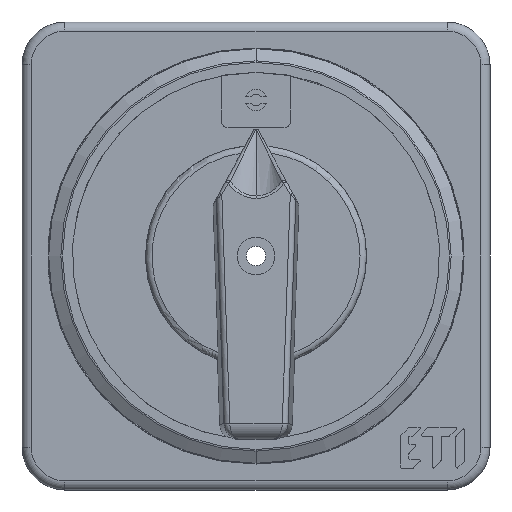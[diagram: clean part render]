
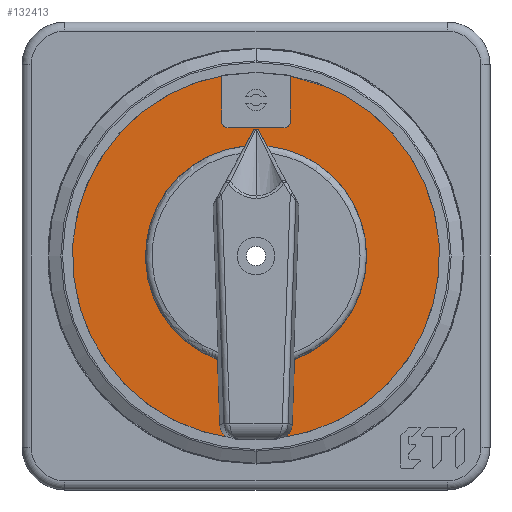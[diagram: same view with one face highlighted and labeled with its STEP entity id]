
A CAD part, front view. The second image highlights one B-rep face of the part: STEP entity #132413.
In plain terms, the highlighted planar face has unit normal (0, -1, 0).
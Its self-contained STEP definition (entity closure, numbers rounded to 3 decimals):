
#127576=CARTESIAN_POINT('',(0.,-14.75,0.));
#127577=DIRECTION('',(0.,1.,0.));
#127578=DIRECTION('',(-0.989,0.,-0.145));
#127579=AXIS2_PLACEMENT_3D('',#127576,#127577,#127578);
#127584=CARTESIAN_POINT('',(0.,-14.75,0.));
#127585=DIRECTION('',(0.,1.,0.));
#127586=DIRECTION('',(-0.989,0.,0.145));
#127587=AXIS2_PLACEMENT_3D('',#127584,#127585,#127586);
#127592=DIRECTION('',(0.,0.,-1.));
#127593=VECTOR('',#127592,6.998);
#127594=CARTESIAN_POINT('',(-5.3,-14.75,27.748));
#127595=LINE('',#127594,#127593);
#127599=CARTESIAN_POINT('',(-4.3,-14.75,20.75));
#127600=DIRECTION('',(0.,-1.,0.));
#127601=DIRECTION('',(-1.,0.,0.));
#127602=AXIS2_PLACEMENT_3D('',#127599,#127600,#127601);
#127607=DIRECTION('',(1.,0.,0.));
#127608=VECTOR('',#127607,8.6);
#127609=CARTESIAN_POINT('',(-4.3,-14.75,19.75));
#127610=LINE('',#127609,#127608);
#127614=CARTESIAN_POINT('',(4.3,-14.75,20.75));
#127615=DIRECTION('',(0.,-1.,0.));
#127616=DIRECTION('',(0.,0.,-1.));
#127617=AXIS2_PLACEMENT_3D('',#127614,#127615,#127616);
#127622=DIRECTION('',(0.,0.,1.));
#127623=VECTOR('',#127622,6.998);
#127624=CARTESIAN_POINT('',(5.3,-14.75,20.75));
#127625=LINE('',#127624,#127623);
#127629=CARTESIAN_POINT('',(0.,-14.75,0.));
#127630=DIRECTION('',(0.,1.,0.));
#127631=DIRECTION('',(0.188,0.,0.982));
#127632=AXIS2_PLACEMENT_3D('',#127629,#127630,#127631);
#127637=CARTESIAN_POINT('',(0.,-14.75,0.));
#127638=DIRECTION('',(0.,1.,0.));
#127639=DIRECTION('',(0.396,0.,0.918));
#127640=AXIS2_PLACEMENT_3D('',#127637,#127638,#127639);
#127645=CARTESIAN_POINT('',(0.,-14.75,0.));
#127646=DIRECTION('',(0.,1.,0.));
#127647=DIRECTION('',(0.62,0.,0.784));
#127648=AXIS2_PLACEMENT_3D('',#127645,#127646,#127647);
#127653=CARTESIAN_POINT('',(0.,-14.75,0.));
#127654=DIRECTION('',(0.,1.,0.));
#127655=DIRECTION('',(0.62,0.,-0.784));
#127656=AXIS2_PLACEMENT_3D('',#127653,#127654,#127655);
#127661=CARTESIAN_POINT('',(0.,-14.75,0.));
#127662=DIRECTION('',(0.,1.,0.));
#127663=DIRECTION('',(0.396,0.,-0.918));
#127664=AXIS2_PLACEMENT_3D('',#127661,#127662,#127663);
#127669=DIRECTION('',(0.035,0.,0.999));
#127670=VECTOR('',#127669,10.01);
#127671=CARTESIAN_POINT('',(5.577,-14.75,
-25.938));
#127672=LINE('',#127671,#127670);
#127676=CARTESIAN_POINT('',(0.,-14.75,0.));
#127677=DIRECTION('',(0.,-1.,0.));
#127678=DIRECTION('',(0.349,0.,-0.937));
#127679=AXIS2_PLACEMENT_3D('',#127676,#127677,#127678);
#127684=DIRECTION('',(-0.48,0.,0.877));
#127685=VECTOR('',#127684,2.691);
#127686=CARTESIAN_POINT('',(1.685,-14.75,16.916));
#127687=LINE('',#127686,#127685);
#127691=CARTESIAN_POINT('',(0.,-14.75,19.062));
#127692=DIRECTION('',(0.,-1.,0.));
#127693=DIRECTION('',(0.877,0.,0.48));
#127694=AXIS2_PLACEMENT_3D('',#127691,#127692,#127693);
#127699=CARTESIAN_POINT('',(0.,-14.75,19.062));
#127700=DIRECTION('',(0.,-1.,0.));
#127701=DIRECTION('',(0.,0.,1.));
#127702=AXIS2_PLACEMENT_3D('',#127699,#127700,#127701);
#127707=DIRECTION('',(-0.48,0.,-0.877));
#127708=VECTOR('',#127707,2.691);
#127709=CARTESIAN_POINT('',(-0.395,-14.75,19.278));
#127710=LINE('',#127709,#127708);
#127714=CARTESIAN_POINT('',(0.,-14.75,0.));
#127715=DIRECTION('',(0.,-1.,0.));
#127716=DIRECTION('',(-0.099,0.,0.995));
#127717=AXIS2_PLACEMENT_3D('',#127714,#127715,#127716);
#127722=DIRECTION('',(0.035,0.,
-0.999));
#127723=VECTOR('',#127722,10.01);
#127724=CARTESIAN_POINT('',(-5.926,-14.75,-15.934));
#127725=LINE('',#127724,#127723);
#127729=CARTESIAN_POINT('',(0.,-14.75,0.));
#127730=DIRECTION('',(0.,1.,0.));
#127731=DIRECTION('',(-0.16,0.,-0.987));
#127732=AXIS2_PLACEMENT_3D('',#127729,#127730,#127731);
#128068=CARTESIAN_POINT('',(-4.532,-14.75,-27.884));
#128069=CARTESIAN_POINT('',(-4.866,-14.75,-27.646));
#128070=CARTESIAN_POINT('',(-5.348,-14.75,-27.069));
#128071=CARTESIAN_POINT('',(-5.563,-14.75,-26.348));
#128072=CARTESIAN_POINT('',(-5.577,-14.75,-25.938));
#128278=CARTESIAN_POINT('',(5.577,-14.75,-25.938));
#128279=CARTESIAN_POINT('',(5.563,-14.75,-26.348));
#128280=CARTESIAN_POINT('',(5.348,-14.75,-27.069));
#128281=CARTESIAN_POINT('',(4.866,-14.75,-27.646));
#128282=CARTESIAN_POINT('',(4.532,-14.75,-27.884));
#131739=CARTESIAN_POINT('',(-27.951,-14.75,-4.1));
#131740=CARTESIAN_POINT('',(-27.951,-14.75,4.1));
#131741=VERTEX_POINT('',#131739);
#131742=VERTEX_POINT('',#131740);
#131743=CARTESIAN_POINT('',(-5.3,-14.75,27.748));
#131744=VERTEX_POINT('',#131743);
#131745=CARTESIAN_POINT('',(-5.3,-14.75,20.75));
#131746=VERTEX_POINT('',#131745);
#131747=CARTESIAN_POINT('',(-4.3,-14.75,19.75));
#131748=VERTEX_POINT('',#131747);
#131749=CARTESIAN_POINT('',(4.3,-14.75,19.75));
#131750=VERTEX_POINT('',#131749);
#131751=CARTESIAN_POINT('',(5.3,-14.75,20.75));
#131752=VERTEX_POINT('',#131751);
#131753=CARTESIAN_POINT('',(5.3,-14.75,27.748));
#131754=VERTEX_POINT('',#131753);
#131755=CARTESIAN_POINT('',(11.182,-14.75,25.943));
#131756=VERTEX_POINT('',#131755);
#131757=CARTESIAN_POINT('',(17.526,-14.75,22.156));
#131758=VERTEX_POINT('',#131757);
#131759=CARTESIAN_POINT('',(17.526,-14.75,-22.156));
#131760=VERTEX_POINT('',#131759);
#131761=CARTESIAN_POINT('',(11.182,-14.75,-25.943));
#131762=VERTEX_POINT('',#131761);
#131763=CARTESIAN_POINT('',(4.532,-14.75,-27.884));
#131764=VERTEX_POINT('',#131763);
#131765=VERTEX_POINT('',#128278);
#131766=CARTESIAN_POINT('',(5.926,-14.75,-15.934));
#131767=VERTEX_POINT('',#131766);
#131768=CARTESIAN_POINT('',(1.685,-14.75,16.916));
#131769=VERTEX_POINT('',#131768);
#131770=CARTESIAN_POINT('',(0.395,-14.75,19.278));
#131771=VERTEX_POINT('',#131770);
#131772=CARTESIAN_POINT('',(0.,-14.75,19.512));
#131773=VERTEX_POINT('',#131772);
#131774=CARTESIAN_POINT('',(-0.395,-14.75,19.278));
#131775=VERTEX_POINT('',#131774);
#131776=CARTESIAN_POINT('',(-1.685,-14.75,16.916));
#131777=VERTEX_POINT('',#131776);
#131778=CARTESIAN_POINT('',(-5.926,-14.75,-15.934));
#131779=VERTEX_POINT('',#131778);
#131780=CARTESIAN_POINT('',(-5.577,-14.75,
-25.938));
#131781=VERTEX_POINT('',#131780);
#131782=VERTEX_POINT('',#128068);
#132360=CARTESIAN_POINT('',(0.,-14.75,0.));
#132361=DIRECTION('',(0.,1.,0.));
#132362=DIRECTION('',(0.,0.,1.));
#132363=AXIS2_PLACEMENT_3D('',#132360,#132361,#132362);
#132364=PLANE('',#132363);
#132366=ORIENTED_EDGE('',*,*,#132365,.T.);
#132368=ORIENTED_EDGE('',*,*,#132367,.T.);
#132370=ORIENTED_EDGE('',*,*,#132369,.T.);
#132372=ORIENTED_EDGE('',*,*,#132371,.T.);
#132374=ORIENTED_EDGE('',*,*,#132373,.T.);
#132376=ORIENTED_EDGE('',*,*,#132375,.T.);
#132378=ORIENTED_EDGE('',*,*,#132377,.T.);
#132380=ORIENTED_EDGE('',*,*,#132379,.T.);
#132382=ORIENTED_EDGE('',*,*,#132381,.T.);
#132384=ORIENTED_EDGE('',*,*,#132383,.T.);
#132386=ORIENTED_EDGE('',*,*,#132385,.T.);
#132388=ORIENTED_EDGE('',*,*,#132387,.T.);
#132390=ORIENTED_EDGE('',*,*,#132389,.F.);
#132392=ORIENTED_EDGE('',*,*,#132391,.T.);
#132394=ORIENTED_EDGE('',*,*,#132393,.T.);
#132396=ORIENTED_EDGE('',*,*,#132395,.T.);
#132398=ORIENTED_EDGE('',*,*,#132397,.T.);
#132400=ORIENTED_EDGE('',*,*,#132399,.T.);
#132402=ORIENTED_EDGE('',*,*,#132401,.T.);
#132404=ORIENTED_EDGE('',*,*,#132403,.T.);
#132406=ORIENTED_EDGE('',*,*,#132405,.T.);
#132408=ORIENTED_EDGE('',*,*,#132407,.F.);
#132410=ORIENTED_EDGE('',*,*,#132409,.T.);
#132411=EDGE_LOOP('',(#132366,#132368,#132370,#132372,#132374,#132376,#132378,
#132380,#132382,#132384,#132386,#132388,#132390,#132392,#132394,#132396,#132398,
#132400,#132402,#132404,#132406,#132408,#132410));
#132412=FACE_OUTER_BOUND('',#132411,.F.);
#127580=CIRCLE('',#127579,28.25);
#127588=CIRCLE('',#127587,28.25);
#127603=CIRCLE('',#127602,1.);
#127618=CIRCLE('',#127617,1.);
#127633=CIRCLE('',#127632,28.25);
#127641=CIRCLE('',#127640,28.25);
#127649=CIRCLE('',#127648,28.25);
#127657=CIRCLE('',#127656,28.25);
#127665=CIRCLE('',#127664,28.25);
#127680=CIRCLE('',#127679,17.);
#127695=CIRCLE('',#127694,0.45);
#127703=CIRCLE('',#127702,0.45);
#127718=CIRCLE('',#127717,17.);
#127733=CIRCLE('',#127732,28.25);
#128073=B_SPLINE_CURVE_WITH_KNOTS('',3,(#128068,#128069,#128070,#128071,
#128072),.UNSPECIFIED.,.F.,.F.,(4,1,4),(0.,0.5,1.),.UNSPECIFIED.);
#128283=B_SPLINE_CURVE_WITH_KNOTS('',3,(#128278,#128279,#128280,#128281,
#128282),.UNSPECIFIED.,.F.,.F.,(4,1,4),(0.,0.5,1.),.UNSPECIFIED.);
#132365=EDGE_CURVE('',#131741,#131742,#127580,.T.);
#132367=EDGE_CURVE('',#131742,#131744,#127588,.T.);
#132369=EDGE_CURVE('',#131744,#131746,#127595,.T.);
#132371=EDGE_CURVE('',#131746,#131748,#127603,.T.);
#132373=EDGE_CURVE('',#131748,#131750,#127610,.T.);
#132375=EDGE_CURVE('',#131750,#131752,#127618,.T.);
#132377=EDGE_CURVE('',#131752,#131754,#127625,.T.);
#132379=EDGE_CURVE('',#131754,#131756,#127633,.T.);
#132381=EDGE_CURVE('',#131756,#131758,#127641,.T.);
#132383=EDGE_CURVE('',#131758,#131760,#127649,.T.);
#132385=EDGE_CURVE('',#131760,#131762,#127657,.T.);
#132387=EDGE_CURVE('',#131762,#131764,#127665,.T.);
#132389=EDGE_CURVE('',#131765,#131764,#128283,.T.);
#132391=EDGE_CURVE('',#131765,#131767,#127672,.T.);
#132393=EDGE_CURVE('',#131767,#131769,#127680,.T.);
#132395=EDGE_CURVE('',#131769,#131771,#127687,.T.);
#132397=EDGE_CURVE('',#131771,#131773,#127695,.T.);
#132399=EDGE_CURVE('',#131773,#131775,#127703,.T.);
#132401=EDGE_CURVE('',#131775,#131777,#127710,.T.);
#132403=EDGE_CURVE('',#131777,#131779,#127718,.T.);
#132405=EDGE_CURVE('',#131779,#131781,#127725,.T.);
#132407=EDGE_CURVE('',#131782,#131781,#128073,.T.);
#132409=EDGE_CURVE('',#131782,#131741,#127733,.T.);
#132413=ADVANCED_FACE('',(#132412),#132364,.F.);
